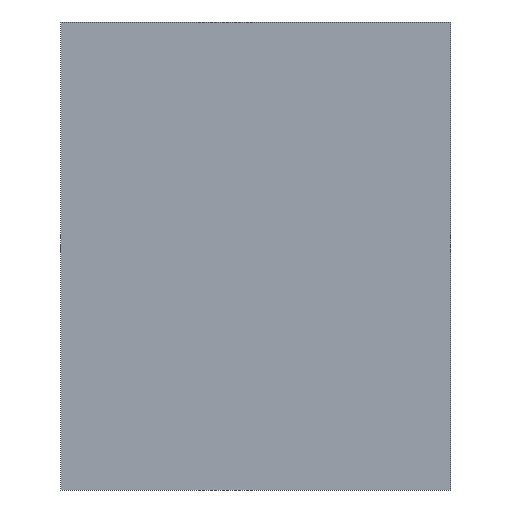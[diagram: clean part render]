
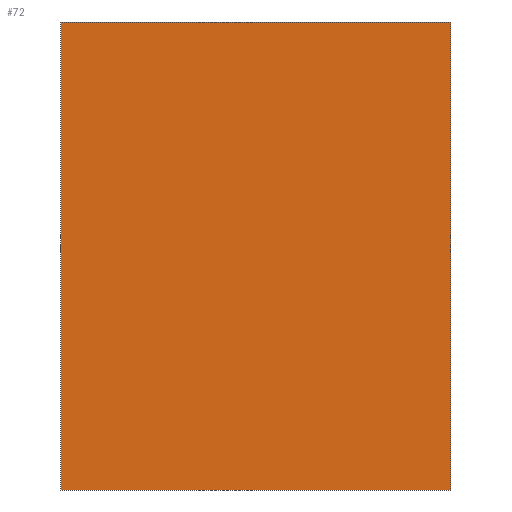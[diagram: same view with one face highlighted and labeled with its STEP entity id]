
A CAD part, front view. The second image highlights one B-rep face of the part: STEP entity #72.
In plain terms, the highlighted planar face has unit normal (0, -1, 0).
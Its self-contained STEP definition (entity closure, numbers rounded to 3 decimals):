
#1 = ORIENTED_EDGE ( 'NONE', *, *, #195, .F. ) ;
#2 = CARTESIAN_POINT ( 'NONE',  ( -2.5, 0., 3. ) ) ;
#3 = CARTESIAN_POINT ( 'NONE',  ( 0., 0., 0. ) ) ;
#6 = EDGE_CURVE ( 'NONE', #188, #193, #202, .T. ) ;
#7 = CARTESIAN_POINT ( 'NONE',  ( 2.5, 0., 3. ) ) ;
#24 = EDGE_CURVE ( 'NONE', #147, #31, #152, .T. ) ;
#31 = VERTEX_POINT ( 'NONE', #84 ) ;
#34 = DIRECTION ( 'NONE',  ( 1., 0., 0. ) ) ;
#39 = VECTOR ( 'NONE', #51, 1000. ) ;
#51 = DIRECTION ( 'NONE',  ( 0., 0., -1. ) ) ;
#54 = EDGE_LOOP ( 'NONE', ( #124, #97, #122, #1 ) ) ;
#58 = DIRECTION ( 'NONE',  ( -1., 0., 0. ) ) ;
#70 = CARTESIAN_POINT ( 'NONE',  ( -2.5, 0., -3. ) ) ;
#72 = ADVANCED_FACE ( 'NONE', ( #143 ), #141, .T. ) ;
#81 = EDGE_CURVE ( 'NONE', #193, #147, #192, .T. ) ;
#84 = CARTESIAN_POINT ( 'NONE',  ( 2.5, 0., -3. ) ) ;
#97 = ORIENTED_EDGE ( 'NONE', *, *, #81, .F. ) ;
#99 = VECTOR ( 'NONE', #159, 1000. ) ;
#109 = DIRECTION ( 'NONE',  ( 0., 0., -1. ) ) ;
#122 = ORIENTED_EDGE ( 'NONE', *, *, #6, .F. ) ;
#124 = ORIENTED_EDGE ( 'NONE', *, *, #24, .F. ) ;
#128 = DIRECTION ( 'NONE',  ( 0., -1., 0. ) ) ;
#130 = LINE ( 'NONE', #148, #140 ) ;
#140 = VECTOR ( 'NONE', #58, 1000. ) ;
#141 = PLANE ( 'NONE',  #177 ) ;
#143 = FACE_OUTER_BOUND ( 'NONE', #54, .T. ) ;
#147 = VERTEX_POINT ( 'NONE', #160 ) ;
#148 = CARTESIAN_POINT ( 'NONE',  ( -2.5, 0., -3. ) ) ;
#152 = LINE ( 'NONE', #7, #39 ) ;
#159 = DIRECTION ( 'NONE',  ( 0., 0., 1. ) ) ;
#160 = CARTESIAN_POINT ( 'NONE',  ( 2.5, 0., 3. ) ) ;
#166 = VECTOR ( 'NONE', #34, 1000. ) ;
#176 = CARTESIAN_POINT ( 'NONE',  ( -2.5, 0., 3. ) ) ;
#177 = AXIS2_PLACEMENT_3D ( 'NONE', #3, #128, #109 ) ;
#188 = VERTEX_POINT ( 'NONE', #70 ) ;
#192 = LINE ( 'NONE', #176, #166 ) ;
#193 = VERTEX_POINT ( 'NONE', #197 ) ;
#195 = EDGE_CURVE ( 'NONE', #31, #188, #130, .T. ) ;
#197 = CARTESIAN_POINT ( 'NONE',  ( -2.5, 0., 3. ) ) ;
#202 = LINE ( 'NONE', #2, #99 ) ;
